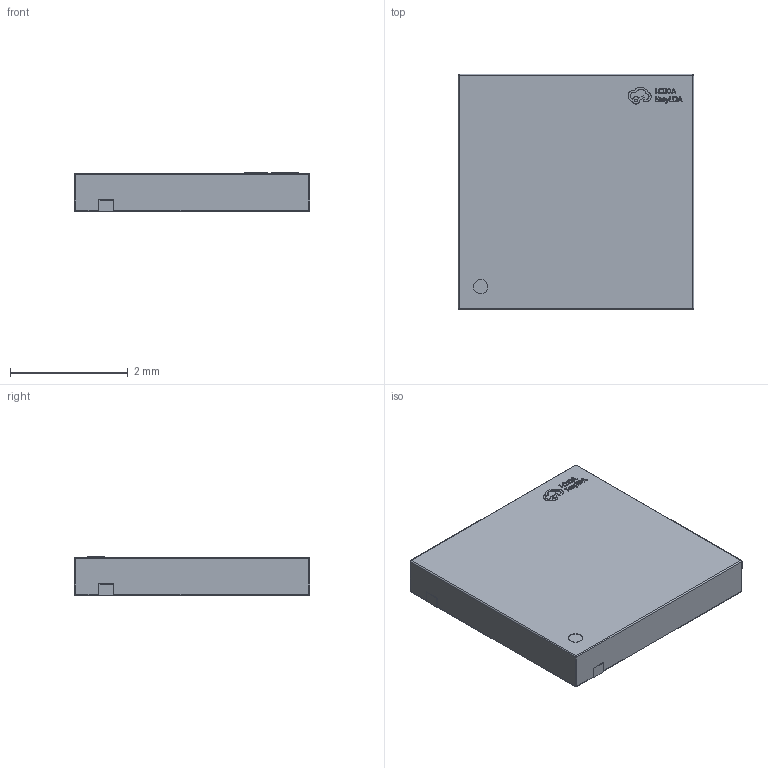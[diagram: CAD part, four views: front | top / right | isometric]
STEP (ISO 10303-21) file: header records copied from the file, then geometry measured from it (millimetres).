
FILE_DESCRIPTION (( 'STEP AP214' ), '1' );
FILE_NAME ('MICROFC-30035-SMT-TR.STEP', '2024-12-10T12:43:43', ( 'User' ), ( 'China' ), 'SwSTEP 2.0', 'SolidWorks 2020', '' );
FILE_SCHEMA (( 'AUTOMOTIVE_DESIGN' ));
Length unit declared in the file: millimetre
Products named in the file (1): MICROFC-30035-SMT-TR
Bounding box: 4 x 4 x 0.66 mm (x, y, z)
Volume: 10.3 mm3; surface area: 62.4 mm2
Topology: 5 solids, 5 shells, 345 faces, 929 edges, 606 vertices
Faces by surface type: plane 189, bspline 98, cylinder 50, sphere 8
Entity records: 15060 total; most frequent: CARTESIAN_POINT 3179, ORIENTED_EDGE 1842, DIRECTION 1317, EDGE_CURVE 921, LINE 621, VECTOR 621, VERTEX_POINT 606, EDGE_LOOP 365
